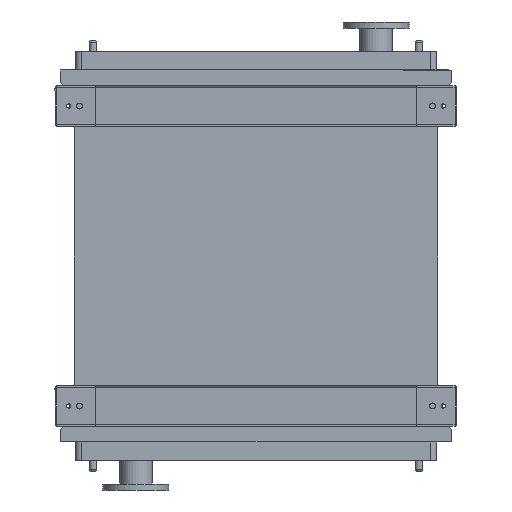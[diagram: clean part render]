
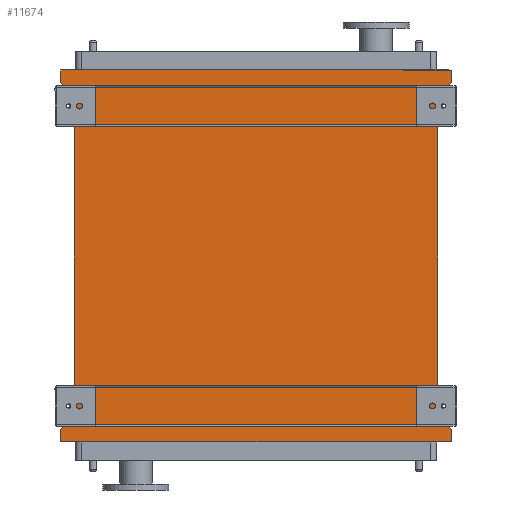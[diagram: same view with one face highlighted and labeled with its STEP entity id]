
A CAD part, front view. The second image highlights one B-rep face of the part: STEP entity #11674.
In plain terms, the highlighted planar face has unit normal (0, -1, 0).
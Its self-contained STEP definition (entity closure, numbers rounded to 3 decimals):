
#133 = VECTOR ( 'NONE', #2985, 1000. ) ;
#501 = CARTESIAN_POINT ( 'NONE',  ( -651., 0., -1103. ) ) ;
#709 = ORIENTED_EDGE ( 'NONE', *, *, #7538, .F. ) ;
#712 = LINE ( 'NONE', #6562, #133 ) ;
#1180 = CARTESIAN_POINT ( 'NONE',  ( 651., 0., -1103. ) ) ;
#1283 = EDGE_CURVE ( 'NONE', #23608, #13115, #6359, .T. ) ;
#1405 = VERTEX_POINT ( 'NONE', #18218 ) ;
#1517 = CARTESIAN_POINT ( 'NONE',  ( -651., 0., 53. ) ) ;
#2232 = FACE_OUTER_BOUND ( 'NONE', #21718, .T. ) ;
#2490 = ORIENTED_EDGE ( 'NONE', *, *, #13002, .F. ) ;
#2700 = ORIENTED_EDGE ( 'NONE', *, *, #7109, .F. ) ;
#2985 = DIRECTION ( 'NONE',  ( 0., 0., -1. ) ) ;
#2987 = CARTESIAN_POINT ( 'NONE',  ( -651., 0., 53. ) ) ;
#3048 = DIRECTION ( 'NONE',  ( 0., 0., -1. ) ) ;
#3166 = DIRECTION ( 'NONE',  ( -0.655, 0., 0.755 ) ) ;
#3327 = VECTOR ( 'NONE', #11529, 1000. ) ;
#3338 = CARTESIAN_POINT ( 'NONE',  ( 651., 0., -1145. ) ) ;
#4305 = ORIENTED_EDGE ( 'NONE', *, *, #1283, .F. ) ;
#4821 = VECTOR ( 'NONE', #11029, 1000. ) ;
#4829 = DIRECTION ( 'NONE',  ( 0., -1., 0. ) ) ;
#4893 = VECTOR ( 'NONE', #9721, 1000. ) ;
#4896 = DIRECTION ( 'NONE',  ( 0.655, 0., 0.755 ) ) ;
#5195 = CARTESIAN_POINT ( 'NONE',  ( 605., 0., 0. ) ) ;
#5350 = LINE ( 'NONE', #2987, #10227 ) ;
#5363 = CARTESIAN_POINT ( 'NONE',  ( -651., 0., -1145. ) ) ;
#5468 = LINE ( 'NONE', #7872, #4893 ) ;
#5475 = CARTESIAN_POINT ( 'NONE',  ( 651., 0., -1145. ) ) ;
#5963 = LINE ( 'NONE', #5475, #4821 ) ;
#6032 = ORIENTED_EDGE ( 'NONE', *, *, #17768, .F. ) ;
#6276 = VECTOR ( 'NONE', #23687, 1000. ) ;
#6359 = LINE ( 'NONE', #16148, #15586 ) ;
#6514 = CARTESIAN_POINT ( 'NONE',  ( 605., 0., -1050. ) ) ;
#6562 = CARTESIAN_POINT ( 'NONE',  ( 651., 0., 95. ) ) ;
#6681 = EDGE_CURVE ( 'NONE', #18748, #9462, #5963, .T. ) ;
#6980 = DIRECTION ( 'NONE',  ( -0.655, 0., -0.755 ) ) ;
#7109 = EDGE_CURVE ( 'NONE', #12064, #11684, #16317, .T. ) ;
#7538 = EDGE_CURVE ( 'NONE', #7672, #9945, #5350, .T. ) ;
#7672 = VERTEX_POINT ( 'NONE', #1517 ) ;
#7872 = CARTESIAN_POINT ( 'NONE',  ( -651., 0., 95. ) ) ;
#8470 = CARTESIAN_POINT ( 'NONE',  ( -605., 0., -1050. ) ) ;
#8530 = VECTOR ( 'NONE', #19476, 1000. ) ;
#8740 = VERTEX_POINT ( 'NONE', #11913 ) ;
#9462 = VERTEX_POINT ( 'NONE', #5363 ) ;
#9721 = DIRECTION ( 'NONE',  ( 1., 0., 0. ) ) ;
#9945 = VERTEX_POINT ( 'NONE', #14103 ) ;
#10227 = VECTOR ( 'NONE', #19331, 1000. ) ;
#10767 = EDGE_CURVE ( 'NONE', #11684, #1405, #14020, .T. ) ;
#11029 = DIRECTION ( 'NONE',  ( -1., 0., 0. ) ) ;
#11396 = ORIENTED_EDGE ( 'NONE', *, *, #16314, .F. ) ;
#11529 = DIRECTION ( 'NONE',  ( 0., 0., 1. ) ) ;
#11668 = CARTESIAN_POINT ( 'NONE',  ( 651., 0., 53. ) ) ;
#11674 = ADVANCED_FACE ( 'NONE', ( #2232 ), #15766, .T. ) ;
#11684 = VERTEX_POINT ( 'NONE', #21355 ) ;
#11775 = VECTOR ( 'NONE', #3048, 1000. ) ;
#11913 = CARTESIAN_POINT ( 'NONE',  ( 605., 0., -1050. ) ) ;
#12054 = CARTESIAN_POINT ( 'NONE',  ( 651., 0., 95. ) ) ;
#12064 = VERTEX_POINT ( 'NONE', #501 ) ;
#12136 = CARTESIAN_POINT ( 'NONE',  ( -605., 0., -1050. ) ) ;
#12610 = EDGE_CURVE ( 'NONE', #8740, #13115, #22822, .T. ) ;
#12707 = CARTESIAN_POINT ( 'NONE',  ( -651., 0., -1145. ) ) ;
#13002 = EDGE_CURVE ( 'NONE', #22146, #23608, #712, .T. ) ;
#13009 = VERTEX_POINT ( 'NONE', #21332 ) ;
#13115 = VERTEX_POINT ( 'NONE', #5195 ) ;
#13823 = ORIENTED_EDGE ( 'NONE', *, *, #12610, .T. ) ;
#13970 = LINE ( 'NONE', #19580, #23713 ) ;
#14020 = LINE ( 'NONE', #8470, #8530 ) ;
#14062 = CARTESIAN_POINT ( 'NONE',  ( -651., 0., -1103. ) ) ;
#14103 = CARTESIAN_POINT ( 'NONE',  ( -651., 0., 95. ) ) ;
#15401 = ORIENTED_EDGE ( 'NONE', *, *, #10767, .F. ) ;
#15586 = VECTOR ( 'NONE', #6980, 1000. ) ;
#15766 = PLANE ( 'NONE',  #21813 ) ;
#16089 = LINE ( 'NONE', #1180, #11775 ) ;
#16148 = CARTESIAN_POINT ( 'NONE',  ( 651., 0., 53. ) ) ;
#16174 = ORIENTED_EDGE ( 'NONE', *, *, #18816, .F. ) ;
#16314 = EDGE_CURVE ( 'NONE', #8740, #13009, #18137, .T. ) ;
#16317 = LINE ( 'NONE', #14062, #16889 ) ;
#16565 = ORIENTED_EDGE ( 'NONE', *, *, #18399, .F. ) ;
#16889 = VECTOR ( 'NONE', #4896, 1000. ) ;
#17524 = DIRECTION ( 'NONE',  ( 0.655, 0., -0.755 ) ) ;
#17568 = VECTOR ( 'NONE', #17524, 1000. ) ;
#17673 = DIRECTION ( 'NONE',  ( 0., 0., -1. ) ) ;
#17768 = EDGE_CURVE ( 'NONE', #9945, #22146, #5468, .T. ) ;
#18137 = LINE ( 'NONE', #6514, #17568 ) ;
#18218 = CARTESIAN_POINT ( 'NONE',  ( -605., 0., 0. ) ) ;
#18399 = EDGE_CURVE ( 'NONE', #13009, #18748, #16089, .T. ) ;
#18748 = VERTEX_POINT ( 'NONE', #3338 ) ;
#18816 = EDGE_CURVE ( 'NONE', #9462, #12064, #20355, .T. ) ;
#19331 = DIRECTION ( 'NONE',  ( 0., 0., 1. ) ) ;
#19476 = DIRECTION ( 'NONE',  ( 0., 0., 1. ) ) ;
#19580 = CARTESIAN_POINT ( 'NONE',  ( -605., 0., 0. ) ) ;
#20355 = LINE ( 'NONE', #12707, #6276 ) ;
#20478 = EDGE_CURVE ( 'NONE', #1405, #7672, #13970, .T. ) ;
#20941 = ORIENTED_EDGE ( 'NONE', *, *, #6681, .F. ) ;
#21332 = CARTESIAN_POINT ( 'NONE',  ( 651., 0., -1103. ) ) ;
#21355 = CARTESIAN_POINT ( 'NONE',  ( -605., 0., -1050. ) ) ;
#21718 = EDGE_LOOP ( 'NONE', ( #13823, #4305, #2490, #6032, #709, #21767, #15401, #2700, #16174, #20941, #16565, #11396 ) ) ;
#21767 = ORIENTED_EDGE ( 'NONE', *, *, #20478, .F. ) ;
#21813 = AXIS2_PLACEMENT_3D ( 'NONE', #12136, #4829, #17673 ) ;
#22146 = VERTEX_POINT ( 'NONE', #12054 ) ;
#22523 = CARTESIAN_POINT ( 'NONE',  ( 605., 0., -1050. ) ) ;
#22822 = LINE ( 'NONE', #22523, #3327 ) ;
#23608 = VERTEX_POINT ( 'NONE', #11668 ) ;
#23687 = DIRECTION ( 'NONE',  ( 0., 0., 1. ) ) ;
#23713 = VECTOR ( 'NONE', #3166, 1000. ) ;
